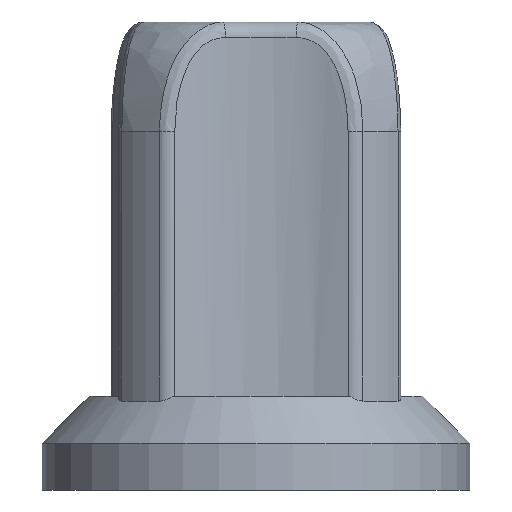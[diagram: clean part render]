
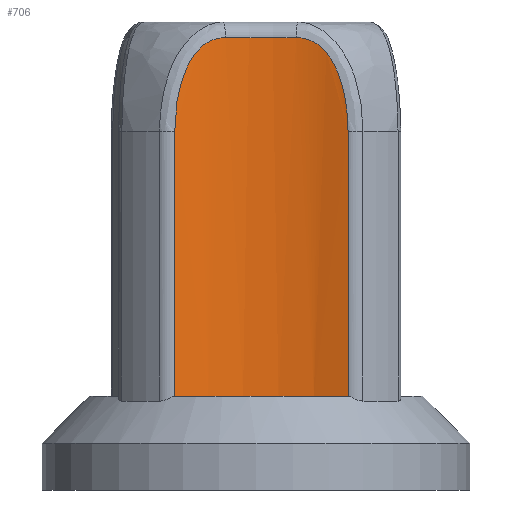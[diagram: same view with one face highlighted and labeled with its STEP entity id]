
A CAD part, front view. The second image highlights one B-rep face of the part: STEP entity #706.
In plain terms, the highlighted cylindrical face has radius 15 mm (diameter 30 mm), a partial arc.
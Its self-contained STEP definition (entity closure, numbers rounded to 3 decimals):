
#51=CYLINDRICAL_SURFACE('',#809,15.);
#101=FACE_OUTER_BOUND('',#147,.T.);
#147=EDGE_LOOP('',(#643,#644,#645,#646,#647,#648));
#159=LINE('',#1159,#180);
#161=LINE('',#1300,#182);
#180=VECTOR('',#887,10.);
#182=VECTOR('',#903,10.);
#216=CIRCLE('',#748,15.);
#225=CIRCLE('',#761,15.);
#268=B_SPLINE_CURVE_WITH_KNOTS('',3,(#1209,#1210,#1211,#1212,#1213,#1214,
#1215,#1216,#1217),.UNSPECIFIED.,.F.,.F.,(4,1,1,1,1,1,4),(-0.776,
-0.721,-0.665,-0.554,-0.443,
-0.222,0.),.UNSPECIFIED.);
#271=B_SPLINE_CURVE_WITH_KNOTS('',3,(#1290,#1291,#1292,#1293,#1294,#1295,
#1296,#1297,#1298),.UNSPECIFIED.,.F.,.F.,(4,1,1,1,1,1,4),(-2.041,
-1.708,-1.597,-1.486,-1.375,
-1.32,-1.265),.UNSPECIFIED.);
#306=VERTEX_POINT('',#1140);
#307=VERTEX_POINT('',#1142);
#312=VERTEX_POINT('',#1157);
#314=VERTEX_POINT('',#1207);
#316=VERTEX_POINT('',#1229);
#318=VERTEX_POINT('',#1288);
#375=EDGE_CURVE('',#307,#306,#216,.T.);
#383=EDGE_CURVE('',#312,#306,#159,.T.);
#386=EDGE_CURVE('',#314,#312,#268,.T.);
#389=EDGE_CURVE('',#316,#314,#225,.T.);
#393=EDGE_CURVE('',#318,#316,#271,.T.);
#394=EDGE_CURVE('',#307,#318,#161,.T.);
#643=ORIENTED_EDGE('',*,*,#394,.F.);
#644=ORIENTED_EDGE('',*,*,#375,.T.);
#645=ORIENTED_EDGE('',*,*,#383,.F.);
#646=ORIENTED_EDGE('',*,*,#386,.F.);
#647=ORIENTED_EDGE('',*,*,#389,.F.);
#648=ORIENTED_EDGE('',*,*,#393,.F.);
#706=ADVANCED_FACE('',(#101),#51,.F.);
#748=AXIS2_PLACEMENT_3D('',#1143,#866,#867);
#761=AXIS2_PLACEMENT_3D('',#1231,#895,#896);
#809=AXIS2_PLACEMENT_3D('',#2211,#1005,#1006);
#866=DIRECTION('center_axis',(0.,0.,-1.));
#867=DIRECTION('ref_axis',(0.,-1.,0.));
#887=DIRECTION('',(0.,0.,-1.));
#895=DIRECTION('center_axis',(0.,0.,-1.));
#896=DIRECTION('ref_axis',(0.113,0.994,0.));
#903=DIRECTION('',(0.,0.,1.));
#1005=DIRECTION('center_axis',(0.,0.,-1.));
#1006=DIRECTION('ref_axis',(-0.039,0.999,0.));
#1140=CARTESIAN_POINT('',(-1.599,-8.76,6.));
#1142=CARTESIAN_POINT('',(-12.707,-9.19,6.));
#1143=CARTESIAN_POINT('Origin',(-6.615,-22.897,6.));
#1157=CARTESIAN_POINT('',(-1.599,-8.76,23.));
#1159=CARTESIAN_POINT('',(-1.599,-8.76,18.));
#1207=CARTESIAN_POINT('',(-4.919,-7.993,29.));
#1209=CARTESIAN_POINT('Ctrl Pts',(-4.919,-7.993,29.));
#1210=CARTESIAN_POINT('Ctrl Pts',(-4.747,-8.013,29.));
#1211=CARTESIAN_POINT('Ctrl Pts',(-4.403,-8.058,28.969));
#1212=CARTESIAN_POINT('Ctrl Pts',(-3.745,-8.168,28.749));
#1213=CARTESIAN_POINT('Ctrl Pts',(-3.048,-8.321,28.197));
#1214=CARTESIAN_POINT('Ctrl Pts',(-2.26,-8.536,26.986));
#1215=CARTESIAN_POINT('Ctrl Pts',(-1.727,-8.715,25.215));
#1216=CARTESIAN_POINT('Ctrl Pts',(-1.599,-8.76,23.739));
#1217=CARTESIAN_POINT('Ctrl Pts',(-1.599,-8.76,23.));
#1229=CARTESIAN_POINT('',(-9.456,-8.169,29.));
#1231=CARTESIAN_POINT('Origin',(-6.615,-22.897,29.));
#1288=CARTESIAN_POINT('',(-12.707,-9.19,23.));
#1290=CARTESIAN_POINT('Ctrl Pts',(-12.707,-9.19,23.));
#1291=CARTESIAN_POINT('Ctrl Pts',(-12.707,-9.19,24.109));
#1292=CARTESIAN_POINT('Ctrl Pts',(-12.534,-9.107,25.597));
#1293=CARTESIAN_POINT('Ctrl Pts',(-11.876,-8.846,27.292));
#1294=CARTESIAN_POINT('Ctrl Pts',(-11.296,-8.64,28.196));
#1295=CARTESIAN_POINT('Ctrl Pts',(-10.614,-8.433,28.749));
#1296=CARTESIAN_POINT('Ctrl Pts',(-9.965,-8.273,28.969));
#1297=CARTESIAN_POINT('Ctrl Pts',(-9.626,-8.201,29.));
#1298=CARTESIAN_POINT('Ctrl Pts',(-9.456,-8.169,29.));
#1300=CARTESIAN_POINT('',(-12.707,-9.19,18.));
#2211=CARTESIAN_POINT('Origin',(-6.615,-22.897,18.));
